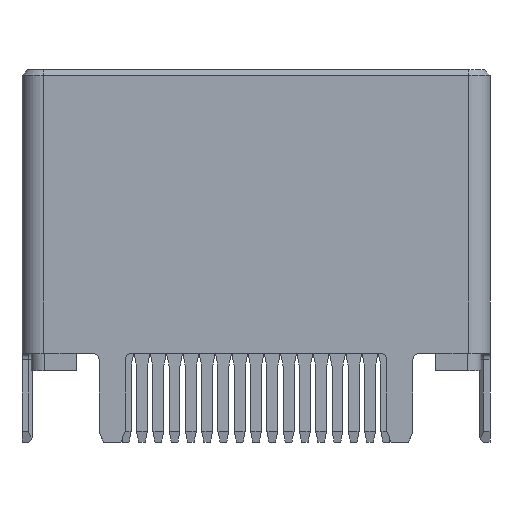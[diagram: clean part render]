
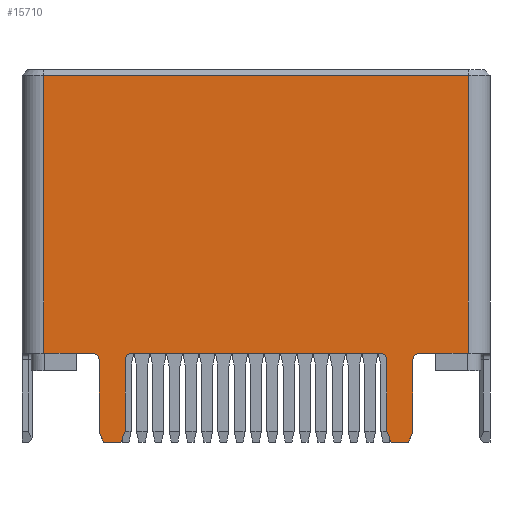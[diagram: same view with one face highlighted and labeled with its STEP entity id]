
A CAD part, front view. The second image highlights one B-rep face of the part: STEP entity #15710.
In plain terms, the highlighted planar face has unit normal (0, -1, 0).
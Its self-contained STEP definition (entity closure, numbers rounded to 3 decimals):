
#11800=CARTESIAN_POINT('',(7.525,-6.5,
0.5));
#11810=DIRECTION('',(-0.,1.,-0.));
#11820=DIRECTION('',(-1.,-0.,0.));
#11830=AXIS2_PLACEMENT_3D('',#11800,#11810,#11820);
#11840=CIRCLE('',#11830,0.3);
#11850=CARTESIAN_POINT('',(7.225,-6.5,0.5));
#11860=VERTEX_POINT('',#11850);
#11870=CARTESIAN_POINT('',(7.525,-6.5,
0.8));
#11880=VERTEX_POINT('',#11870);
#11890=EDGE_CURVE('',#11860,#11880,#11840,.T.);
#12250=CARTESIAN_POINT('',(7.225,-6.5,-2.8));
#12260=VERTEX_POINT('',#12250);
#12290=CARTESIAN_POINT('',(7.225,-6.5,1.65));
#12300=DIRECTION('',(-0.,0.,1.));
#12310=VECTOR('',#12300,1.);
#12320=LINE('',#12290,#12310);
#12330=EDGE_CURVE('',#12260,#11860,#12320,.T.);
#12630=CARTESIAN_POINT('',(7.025,-6.5,-3.3));
#12640=VERTEX_POINT('',#12630);
#12670=CARTESIAN_POINT('',(9.005,-6.5,1.65));
#12680=DIRECTION('',(0.371,-0.,0.928));
#12690=VECTOR('',#12680,1.);
#12700=LINE('',#12670,#12690);
#12710=EDGE_CURVE('',#12640,#12260,#12700,.T.);
#13830=CARTESIAN_POINT('',(5.725,-6.5,
0.5));
#13840=DIRECTION('',(-0.,1.,-0.));
#13850=DIRECTION('',(-1.,-0.,0.));
#13860=AXIS2_PLACEMENT_3D('',#13830,#13840,#13850);
#13870=CIRCLE('',#13860,0.3);
#13880=CARTESIAN_POINT('',(5.725,-6.5,0.8));
#13890=VERTEX_POINT('',#13880);
#13900=CARTESIAN_POINT('',(6.025,-6.5,0.5));
#13910=VERTEX_POINT('',#13900);
#13920=EDGE_CURVE('',#13890,#13910,#13870,.T.);
#14270=CARTESIAN_POINT('',(-5.725,-6.5,0.8));
#14280=VERTEX_POINT('',#14270);
#14310=CARTESIAN_POINT('',(54.957,-6.5,0.8
));
#14320=DIRECTION('',(1.,0.,-0.));
#14330=VECTOR('',#14320,1.);
#14340=LINE('',#14310,#14330);
#14350=EDGE_CURVE('',#14280,#13890,#14340,.T.);
#14410=CARTESIAN_POINT('',(-10.273,-6.5,-3.732)
);
#14420=DIRECTION('',(0.,-1.,0.));
#14430=DIRECTION('',(-1.,-0.,0.));
#14440=AXIS2_PLACEMENT_3D('',#14410,#14420,#14430);
#14450=PLANE('',#14440);
#14460=CARTESIAN_POINT('',(9.775,-6.5,13.6));
#14470=DIRECTION('',(0.,0.,-1.));
#14480=VECTOR('',#14470,1.);
#14490=LINE('',#14460,#14480);
#14500=CARTESIAN_POINT('',(9.775,-6.5,13.6));
#14510=VERTEX_POINT('',#14500);
#14520=CARTESIAN_POINT('',(9.775,-6.5,0.8));
#14530=VERTEX_POINT('',#14520);
#14540=EDGE_CURVE('',#14510,#14530,#14490,.T.);
#14550=ORIENTED_EDGE('',*,*,#14540,.F.);
#14560=CARTESIAN_POINT('',(54.957,-6.5,0.8
));
#14570=DIRECTION('',(1.,0.,0.));
#14580=VECTOR('',#14570,1.);
#14590=LINE('',#14560,#14580);
#14600=EDGE_CURVE('',#11880,#14530,#14590,.T.);
#14610=ORIENTED_EDGE('',*,*,#14600,.T.);
#14620=ORIENTED_EDGE('',*,*,#11890,.T.);
#14630=ORIENTED_EDGE('',*,*,#12330,.T.);
#14640=ORIENTED_EDGE('',*,*,#12710,.T.);
#14650=CARTESIAN_POINT('',(54.957,-6.5,-3.3
));
#14660=DIRECTION('',(-1.,-0.,-0.));
#14670=VECTOR('',#14660,1.);
#14680=LINE('',#14650,#14670);
#14690=CARTESIAN_POINT('',(6.225,-6.5,-3.3));
#14700=VERTEX_POINT('',#14690);
#14710=EDGE_CURVE('',#12640,#14700,#14680,.T.);
#14720=ORIENTED_EDGE('',*,*,#14710,.F.);
#14730=CARTESIAN_POINT('',(4.245,-6.5,1.65));
#14740=DIRECTION('',(0.371,0.,-0.928));
#14750=VECTOR('',#14740,1.);
#14760=LINE('',#14730,#14750);
#14770=CARTESIAN_POINT('',(6.025,-6.5,-2.8));
#14780=VERTEX_POINT('',#14770);
#14790=EDGE_CURVE('',#14780,#14700,#14760,.T.);
#14800=ORIENTED_EDGE('',*,*,#14790,.T.);
#14810=CARTESIAN_POINT('',(6.025,-6.5,1.65));
#14820=DIRECTION('',(0.,-0.,1.));
#14830=VECTOR('',#14820,1.);
#14840=LINE('',#14810,#14830);
#14850=EDGE_CURVE('',#14780,#13910,#14840,.T.);
#14860=ORIENTED_EDGE('',*,*,#14850,.F.);
#14870=ORIENTED_EDGE('',*,*,#13920,.T.);
#14880=ORIENTED_EDGE('',*,*,#14350,.T.);
#14890=CARTESIAN_POINT('',(-5.725,-6.5,
0.5));
#14900=DIRECTION('',(-0.,1.,-0.));
#14910=DIRECTION('',(-1.,-0.,0.));
#14920=AXIS2_PLACEMENT_3D('',#14890,#14900,#14910);
#14930=CIRCLE('',#14920,0.3);
#14940=CARTESIAN_POINT('',(-6.025,-6.5,0.5));
#14950=VERTEX_POINT('',#14940);
#14960=EDGE_CURVE('',#14950,#14280,#14930,.T.);
#14970=ORIENTED_EDGE('',*,*,#14960,.T.);
#14980=CARTESIAN_POINT('',(-6.025,-6.5,1.65));
#14990=DIRECTION('',(-0.,0.,1.));
#15000=VECTOR('',#14990,1.);
#15010=LINE('',#14980,#15000);
#15020=CARTESIAN_POINT('',(-6.025,-6.5,
-2.8));
#15030=VERTEX_POINT('',#15020);
#15040=EDGE_CURVE('',#15030,#14950,#15010,.T.);
#15050=ORIENTED_EDGE('',*,*,#15040,.T.);
#15060=CARTESIAN_POINT('',(-4.245,-6.5,1.65));
#15070=DIRECTION('',(0.371,0.,0.928));
#15080=VECTOR('',#15070,1.);
#15090=LINE('',#15060,#15080);
#15100=CARTESIAN_POINT('',(-6.225,-6.5,
-3.3));
#15110=VERTEX_POINT('',#15100);
#15120=EDGE_CURVE('',#15110,#15030,#15090,.T.);
#15130=ORIENTED_EDGE('',*,*,#15120,.T.);
#15140=CARTESIAN_POINT('',(54.957,-6.5,-3.3
));
#15150=DIRECTION('',(-1.,-0.,-0.));
#15160=VECTOR('',#15150,1.);
#15170=LINE('',#15140,#15160);
#15180=CARTESIAN_POINT('',(-7.025,-6.5,-3.3));
#15190=VERTEX_POINT('',#15180);
#15200=EDGE_CURVE('',#15110,#15190,#15170,.T.);
#15210=ORIENTED_EDGE('',*,*,#15200,.F.);
#15220=CARTESIAN_POINT('',(-9.005,-6.5,1.65));
#15230=DIRECTION('',(0.371,0.,-0.928));
#15240=VECTOR('',#15230,1.);
#15250=LINE('',#15220,#15240);
#15260=CARTESIAN_POINT('',(-7.225,-6.5,-2.8));
#15270=VERTEX_POINT('',#15260);
#15280=EDGE_CURVE('',#15270,#15190,#15250,.T.);
#15290=ORIENTED_EDGE('',*,*,#15280,.T.);
#15300=CARTESIAN_POINT('',(-7.225,-6.5,1.65));
#15310=DIRECTION('',(0.,-0.,1.));
#15320=VECTOR('',#15310,1.);
#15330=LINE('',#15300,#15320);
#15340=CARTESIAN_POINT('',(-7.225,-6.5,0.5));
#15350=VERTEX_POINT('',#15340);
#15360=EDGE_CURVE('',#15270,#15350,#15330,.T.);
#15370=ORIENTED_EDGE('',*,*,#15360,.F.);
#15380=CARTESIAN_POINT('',(-7.525,-6.5,
0.5));
#15390=DIRECTION('',(-0.,1.,-0.));
#15400=DIRECTION('',(-1.,-0.,0.));
#15410=AXIS2_PLACEMENT_3D('',#15380,#15390,#15400);
#15420=CIRCLE('',#15410,0.3);
#15430=CARTESIAN_POINT('',(-7.525,-6.5,
0.8));
#15440=VERTEX_POINT('',#15430);
#15450=EDGE_CURVE('',#15440,#15350,#15420,.T.);
#15460=ORIENTED_EDGE('',*,*,#15450,.T.);
#15470=CARTESIAN_POINT('',(54.957,-6.5,0.8
));
#15480=DIRECTION('',(1.,0.,0.));
#15490=VECTOR('',#15480,1.);
#15500=LINE('',#15470,#15490);
#15510=CARTESIAN_POINT('',(-9.775,-6.5,0.8));
#15520=VERTEX_POINT('',#15510);
#15530=EDGE_CURVE('',#15520,#15440,#15500,.T.);
#15540=ORIENTED_EDGE('',*,*,#15530,.T.);
#15550=CARTESIAN_POINT('',(-9.775,-6.5,0.8));
#15560=DIRECTION('',(0.,0.,1.));
#15570=VECTOR('',#15560,1.);
#15580=LINE('',#15550,#15570);
#15590=CARTESIAN_POINT('',(-9.775,-6.5,13.6));
#15600=VERTEX_POINT('',#15590);
#15610=EDGE_CURVE('',#15520,#15600,#15580,.T.);
#15620=ORIENTED_EDGE('',*,*,#15610,.F.);
#15630=CARTESIAN_POINT('',(54.957,-6.5,13.6));
#15640=DIRECTION('',(1.,-0.,-0.));
#15650=VECTOR('',#15640,1.);
#15660=LINE('',#15630,#15650);
#15670=EDGE_CURVE('',#15600,#14510,#15660,.T.);
#15680=ORIENTED_EDGE('',*,*,#15670,.F.);
#15690=EDGE_LOOP('',(#15680,#15620,#15540,#15460,#15370,#15290,#15210,
#15130,#15050,#14970,#14880,#14870,#14860,#14800,#14720,#14640,#14630,
#14620,#14610,#14550));
#15700=FACE_OUTER_BOUND('',#15690,.T.);
#15710=ADVANCED_FACE('',(#15700),#14450,.T.);
